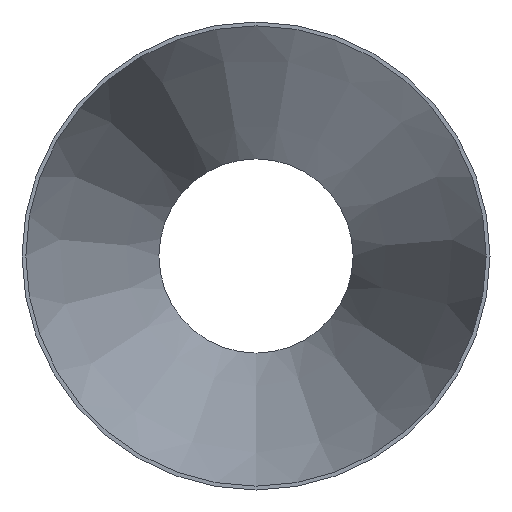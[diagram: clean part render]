
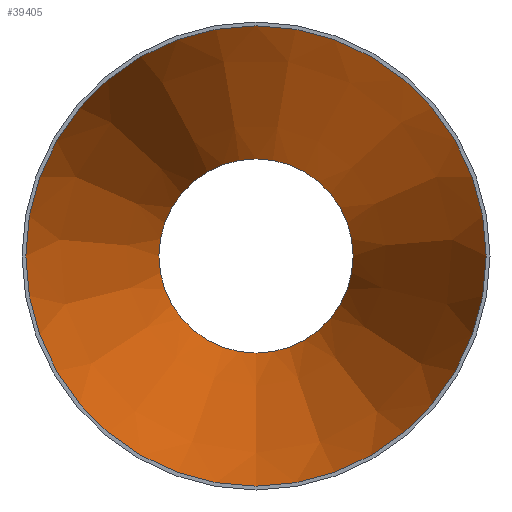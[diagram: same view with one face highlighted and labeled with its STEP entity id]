
A CAD part, front view. The second image highlights one B-rep face of the part: STEP entity #39405.
In plain terms, the highlighted conical face has half-angle 15.873 degrees and reference radius 249.841 mm.
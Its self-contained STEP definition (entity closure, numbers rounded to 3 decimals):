
#2671 = DIRECTION ( 'NONE',  ( 0., 0., -1. ) ) ;
#7130 = CARTESIAN_POINT ( 'NONE',  ( 0., 0., -249.841 ) ) ;
#7558 = CARTESIAN_POINT ( 'NONE',  ( 0., 508., -105.391 ) ) ;
#8387 = VERTEX_POINT ( 'NONE', #7130 ) ;
#9666 = CONICAL_SURFACE ( 'NONE', #23019, 249.841, 0.277 ) ;
#11533 = CIRCLE ( 'NONE', #36113, 105.391 ) ;
#12196 = DIRECTION ( 'NONE',  ( 0., 0., -1. ) ) ;
#12280 = CIRCLE ( 'NONE', #22086, 249.841 ) ;
#13093 = EDGE_CURVE ( 'NONE', #8387, #8387, #12280, .T. ) ;
#13627 = EDGE_CURVE ( 'NONE', #41813, #41813, #11533, .T. ) ;
#17073 = ORIENTED_EDGE ( 'NONE', *, *, #13627, .F. ) ;
#18771 = FACE_OUTER_BOUND ( 'NONE', #33235, .T. ) ;
#22086 = AXIS2_PLACEMENT_3D ( 'NONE', #34817, #28214, #12196 ) ;
#23019 = AXIS2_PLACEMENT_3D ( 'NONE', #42302, #33034, #39219 ) ;
#25804 = FACE_BOUND ( 'NONE', #26690, .T. ) ;
#25977 = DIRECTION ( 'NONE',  ( 0., -1., 0. ) ) ;
#26690 = EDGE_LOOP ( 'NONE', ( #17073 ) ) ;
#28214 = DIRECTION ( 'NONE',  ( 0., -1., 0. ) ) ;
#33034 = DIRECTION ( 'NONE',  ( 0., -1., 0. ) ) ;
#33235 = EDGE_LOOP ( 'NONE', ( #37981 ) ) ;
#34817 = CARTESIAN_POINT ( 'NONE',  ( 0., 0., 0. ) ) ;
#36113 = AXIS2_PLACEMENT_3D ( 'NONE', #43112, #25977, #2671 ) ;
#37981 = ORIENTED_EDGE ( 'NONE', *, *, #13093, .T. ) ;
#39219 = DIRECTION ( 'NONE',  ( 0., 0., -1. ) ) ;
#39405 = ADVANCED_FACE ( 'NONE', ( #25804, #18771 ), #9666, .F. ) ;
#41813 = VERTEX_POINT ( 'NONE', #7558 ) ;
#42302 = CARTESIAN_POINT ( 'NONE',  ( 0., 0., 0. ) ) ;
#43112 = CARTESIAN_POINT ( 'NONE',  ( 0., 508., 0. ) ) ;
